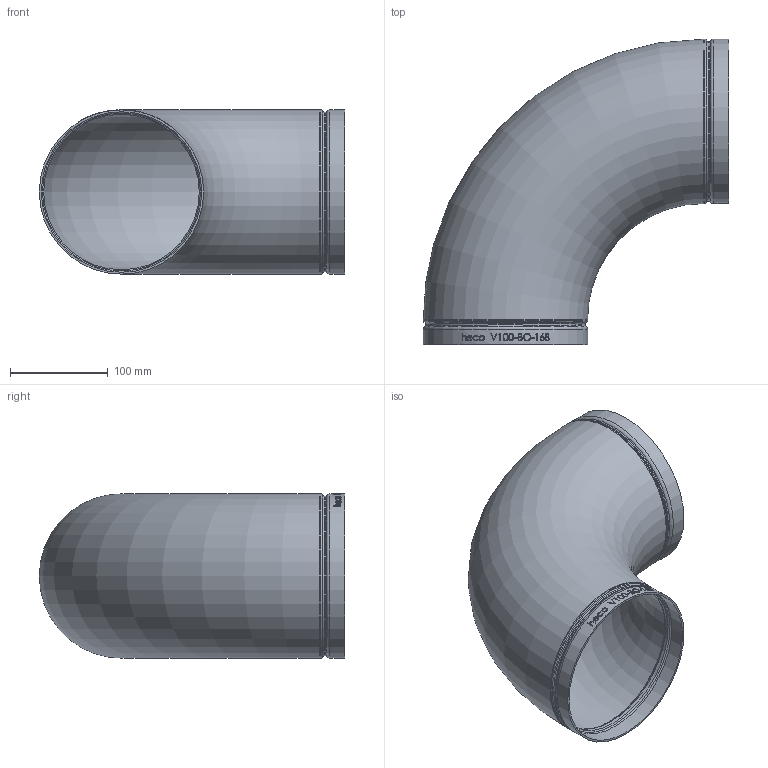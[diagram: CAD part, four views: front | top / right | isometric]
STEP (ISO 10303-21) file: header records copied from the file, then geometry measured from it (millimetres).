
FILE_DESCRIPTION (( 'STEP AP214' ), '1' );
FILE_NAME ('V100-BO-168-x Typ E490 DN150 600 Ø168,3 1812.STEP', '2018-12-13T08:32:47', ( '' ), ( '' ), 'SwSTEP 2.0', 'SolidWorks 2016', '' );
FILE_SCHEMA (( 'AUTOMOTIVE_DESIGN' ));
Length unit declared in the file: inch
Products named in the file (1): V100-BO-168-x Typ E490 DN150 600 Ø168,3 1812
Bounding box: 312.74 x 312.74 x 168.3 mm (x, y, z)
Volume: 391361.4 mm3; surface area: 392686.7 mm2
Topology: 1 solids, 1 shells, 209 faces, 527 edges, 345 vertices
Faces by surface type: bspline 108, plane 42, cylinder 37, torus 18, cone 4
Full cylindrical faces by diameter (mm): 159.273 x2, 163.271 x2, 164.277 x4, 168.275 x4
Entity records: 31044 total; most frequent: CARTESIAN_POINT 24993, ORIENTED_EDGE 960, EDGE_CURVE 480, DIRECTION 432, B_SPLINE_CURVE_WITH_KNOTS 336, VERTEX_POINT 332, EDGE_LOOP 270, FACE_OUTER_BOUND 239
